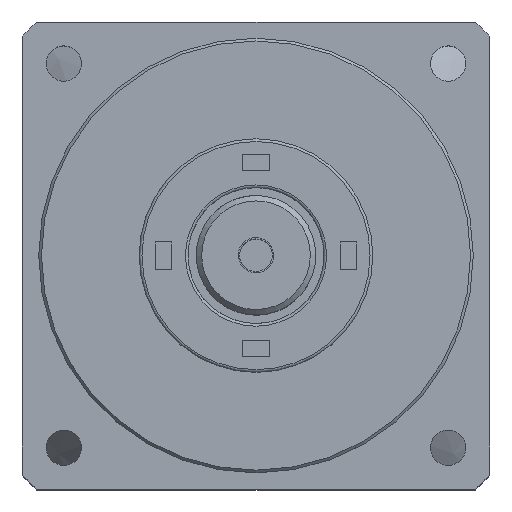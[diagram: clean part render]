
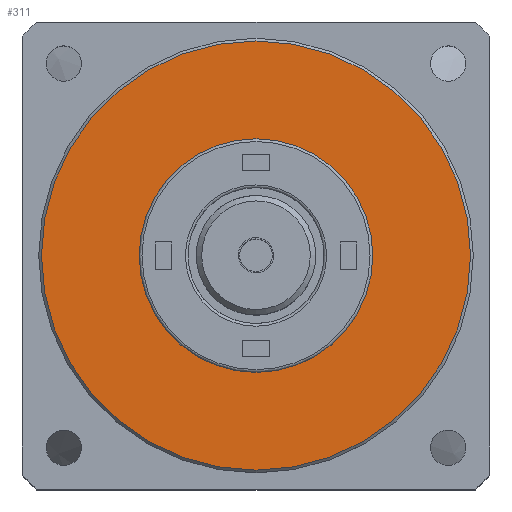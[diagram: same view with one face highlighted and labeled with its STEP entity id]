
A CAD part, top view. The second image highlights one B-rep face of the part: STEP entity #311.
In plain terms, the highlighted planar face has unit normal (0, 0, 1).
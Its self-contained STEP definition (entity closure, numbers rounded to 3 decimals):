
#311 = ADVANCED_FACE( 'NONE', ( #829, #830 ), #831, .T. );
#829 = FACE_OUTER_BOUND( '', #1684, .T. );
#830 = FACE_BOUND( '', #1685, .T. );
#831 = PLANE( '', #1686 );
#1684 = EDGE_LOOP( '', ( #2624 ) );
#1685 = EDGE_LOOP( '', ( #2625 ) );
#1686 = AXIS2_PLACEMENT_3D( '', #2626, #2627, #2628 );
#2624 = ORIENTED_EDGE( '', *, *, #4242, .T. );
#2625 = ORIENTED_EDGE( '', *, *, #4243, .F. );
#2626 = CARTESIAN_POINT( '', ( -44.612, 48.231, -145.058 ) );
#2627 = DIRECTION( '', ( 0., 0., 1. ) );
#2628 = DIRECTION( '', ( 1., 0., 0. ) );
#4242 = EDGE_CURVE( 'NONE', #4947, #4947, #4948, .T. );
#4243 = EDGE_CURVE( 'NONE', #4949, #4949, #4950, .T. );
#4947 = VERTEX_POINT( '', #6065 );
#4948 = CIRCLE( '', #6066, 39.5 );
#4949 = VERTEX_POINT( '', #6067 );
#4950 = CIRCLE( '', #6068, 21.5 );
#6065 = CARTESIAN_POINT( '', ( -5.112, 48.231, -145.058 ) );
#6066 = AXIS2_PLACEMENT_3D( '', #7468, #7469, #7470 );
#6067 = CARTESIAN_POINT( '', ( -23.112, 48.231, -145.058 ) );
#6068 = AXIS2_PLACEMENT_3D( '', #7471, #7472, #7473 );
#7468 = CARTESIAN_POINT( '', ( -44.612, 48.231, -145.058 ) );
#7469 = DIRECTION( '', ( 0., 0., 1. ) );
#7470 = DIRECTION( '', ( 1., 0., 0. ) );
#7471 = CARTESIAN_POINT( '', ( -44.612, 48.231, -145.058 ) );
#7472 = DIRECTION( '', ( 0., 0., 1. ) );
#7473 = DIRECTION( '', ( 1., 0., 0. ) );
